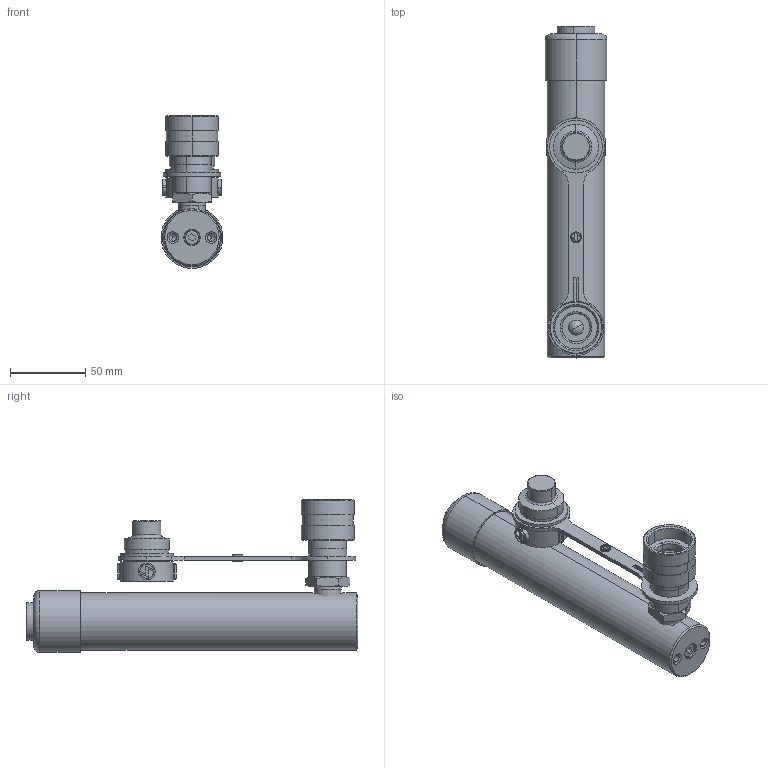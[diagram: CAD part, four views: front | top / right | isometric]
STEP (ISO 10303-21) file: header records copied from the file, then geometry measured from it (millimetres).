
FILE_DESCRIPTION (( 'STEP AP214' ), '1' );
FILE_NAME ('H0505.STEP', '2016-03-08T23:56:30', ( '' ), ( '' ), 'SwSTEP 2.0', 'SolidWorks 2015', '' );
FILE_SCHEMA (( 'AUTOMOTIVE_DESIGN' ));
Length unit declared in the file: millimetre
Products named in the file (1): H0505
Bounding box: 41 x 220.05 x 101.3 mm (x, y, z)
Volume: 242604.6 mm3; surface area: 118670.3 mm2
Topology: 15 solids, 15 shells, 641 faces, 1521 edges, 949 vertices
Faces by surface type: cylinder 224, plane 183, cone 115, bspline 73, torus 36, sphere 10
Entity records: 29485 total; most frequent: CARTESIAN_POINT 7758, ORIENTED_EDGE 3008, DIRECTION 2984, EDGE_CURVE 1504, AXIS2_PLACEMENT_3D 1176, VERTEX_POINT 946, EDGE_LOOP 720, UNCERTAINTY_MEASURE_WITH_UNIT 658
